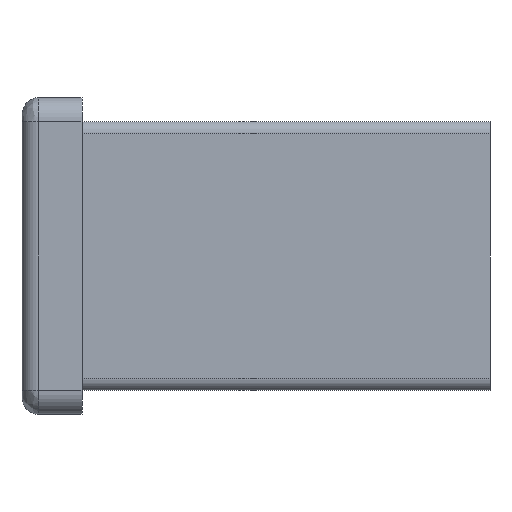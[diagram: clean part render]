
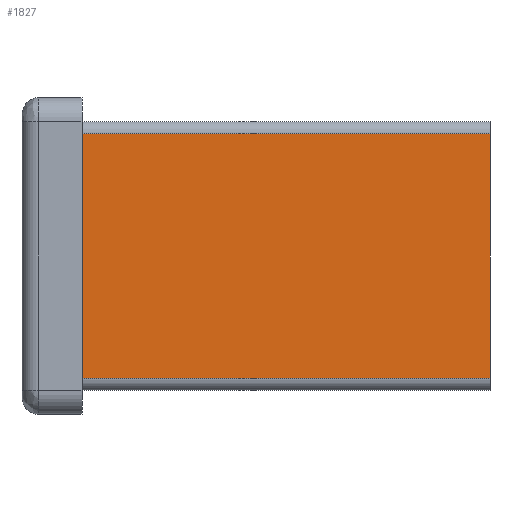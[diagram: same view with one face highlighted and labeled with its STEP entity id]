
A CAD part, left-side view. The second image highlights one B-rep face of the part: STEP entity #1827.
In plain terms, the highlighted planar face has unit normal (-1, 0, 0).
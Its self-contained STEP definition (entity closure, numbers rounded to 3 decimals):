
#34=PLANE('',#1969);
#135=FACE_OUTER_BOUND('',#239,.T.);
#239=EDGE_LOOP('',(#1451,#1452,#1453,#1454));
#362=LINE('',#2757,#592);
#365=LINE('',#2766,#595);
#366=LINE('',#2769,#596);
#401=LINE('',#2839,#631);
#592=VECTOR('',#2210,10.);
#595=VECTOR('',#2219,10.);
#596=VECTOR('',#2222,10.);
#631=VECTOR('',#2261,10.);
#864=VERTEX_POINT('',#2754);
#865=VERTEX_POINT('',#2756);
#867=VERTEX_POINT('',#2762);
#869=VERTEX_POINT('',#2768);
#1067=EDGE_CURVE('',#864,#865,#362,.T.);
#1072=EDGE_CURVE('',#865,#867,#365,.T.);
#1073=EDGE_CURVE('',#869,#867,#366,.T.);
#1109=EDGE_CURVE('',#869,#864,#401,.T.);
#1451=ORIENTED_EDGE('',*,*,#1072,.F.);
#1452=ORIENTED_EDGE('',*,*,#1067,.F.);
#1453=ORIENTED_EDGE('',*,*,#1109,.F.);
#1454=ORIENTED_EDGE('',*,*,#1073,.T.);
#1827=ADVANCED_FACE('',(#135),#34,.T.);
#1969=AXIS2_PLACEMENT_3D('',#2838,#2259,#2260);
#2210=DIRECTION('',(0.,0.,1.));
#2219=DIRECTION('',(0.,-1.,0.));
#2222=DIRECTION('',(0.,0.,1.));
#2259=DIRECTION('center_axis',(-1.,0.,0.));
#2260=DIRECTION('ref_axis',(0.,0.,1.));
#2261=DIRECTION('',(0.,1.,0.));
#2754=CARTESIAN_POINT('',(0.,17.,-5.1));
#2756=CARTESIAN_POINT('',(0.,17.,5.1));
#2757=CARTESIAN_POINT('',(0.,17.,-5.6));
#2762=CARTESIAN_POINT('',(0.,0.,5.1));
#2766=CARTESIAN_POINT('',(0.,0.,5.1));
#2768=CARTESIAN_POINT('',(0.,0.,-5.1));
#2769=CARTESIAN_POINT('',(0.,0.,-5.6));
#2838=CARTESIAN_POINT('Origin',(0.,0.,-5.6));
#2839=CARTESIAN_POINT('',(0.,0.,-5.1));
